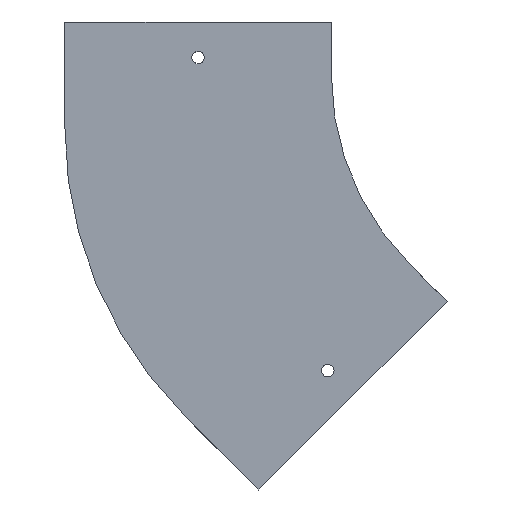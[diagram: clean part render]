
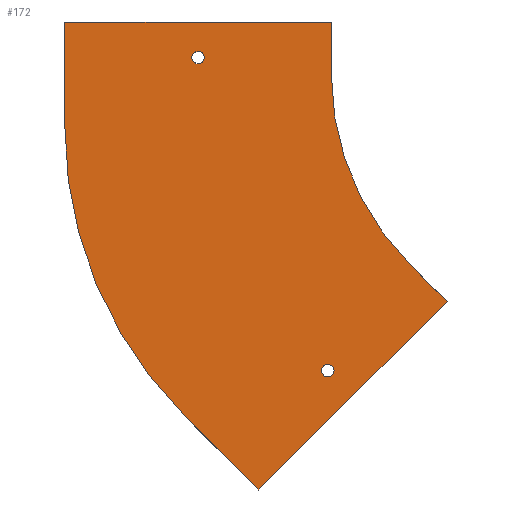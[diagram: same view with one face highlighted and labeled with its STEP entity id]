
A CAD part, front view. The second image highlights one B-rep face of the part: STEP entity #172.
In plain terms, the highlighted planar face has unit normal (0, -1, 0).
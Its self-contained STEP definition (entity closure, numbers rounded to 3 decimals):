
#21 = DIRECTION ( 'NONE',  ( 0., 0., 1. ) ) ;
#23 = PLANE ( 'NONE',  #780 ) ;
#24 = CARTESIAN_POINT ( 'NONE',  ( 155., 0., -58.995 ) ) ;
#30 = DIRECTION ( 'NONE',  ( 0., 1., 0. ) ) ;
#93 = VERTEX_POINT ( 'NONE', #523 ) ;
#94 = VERTEX_POINT ( 'NONE', #519 ) ;
#100 = VERTEX_POINT ( 'NONE', #510 ) ;
#101 = VERTEX_POINT ( 'NONE', #509 ) ;
#111 = VERTEX_POINT ( 'NONE', #953 ) ;
#129 = VERTEX_POINT ( 'NONE', #935 ) ;
#132 = VERTEX_POINT ( 'NONE', #932 ) ;
#141 = VERTEX_POINT ( 'NONE', #923 ) ;
#151 = ORIENTED_EDGE ( 'NONE', *, *, #1213, .F. ) ;
#152 = ORIENTED_EDGE ( 'NONE', *, *, #1214, .F. ) ;
#172 = ADVANCED_FACE ( 'NONE', ( #703, #706, #693 ), #23, .F. ) ;
#225 = DIRECTION ( 'NONE',  ( 1., 0., 0. ) ) ;
#226 = CARTESIAN_POINT ( 'NONE',  ( -75., 0., 0. ) ) ;
#266 = CARTESIAN_POINT ( 'NONE',  ( 75., 0., 0. ) ) ;
#267 = DIRECTION ( 'NONE',  ( 0., 0., -1. ) ) ;
#280 = CARTESIAN_POINT ( 'NONE',  ( 225., 0., -30. ) ) ;
#281 = DIRECTION ( 'NONE',  ( 0., -1., 0. ) ) ;
#282 = DIRECTION ( 'NONE',  ( 0., 0., -1. ) ) ;
#298 = CARTESIAN_POINT ( 'NONE',  ( 140.147, 0., -157.279 ) ) ;
#299 = DIRECTION ( 'NONE',  ( 0.707, 0., -0.707 ) ) ;
#310 = CARTESIAN_POINT ( 'NONE',  ( 34.081, 0., -263.345 ) ) ;
#311 = DIRECTION ( 'NONE',  ( -0.707, 0., -0.707 ) ) ;
#320 = CARTESIAN_POINT ( 'NONE',  ( -7.635, 0., -221.63 ) ) ;
#321 = DIRECTION ( 'NONE',  ( -0.707, 0., 0.707 ) ) ;
#342 = ORIENTED_EDGE ( 'NONE', *, *, #1262, .F. ) ;
#343 = ORIENTED_EDGE ( 'NONE', *, *, #1254, .F. ) ;
#344 = ORIENTED_EDGE ( 'NONE', *, *, #1248, .F. ) ;
#345 = ORIENTED_EDGE ( 'NONE', *, *, #1241, .F. ) ;
#346 = ORIENTED_EDGE ( 'NONE', *, *, #1238, .F. ) ;
#347 = ORIENTED_EDGE ( 'NONE', *, *, #852, .F. ) ;
#348 = ORIENTED_EDGE ( 'NONE', *, *, #848, .F. ) ;
#349 = ORIENTED_EDGE ( 'NONE', *, *, #964, .F. ) ;
#429 = DIRECTION ( 'NONE',  ( 0., 0., 1. ) ) ;
#430 = DIRECTION ( 'NONE',  ( 0., -1., 0. ) ) ;
#431 = CARTESIAN_POINT ( 'NONE',  ( 0., 0., -20. ) ) ;
#433 = DIRECTION ( 'NONE',  ( 0., 0., 1. ) ) ;
#434 = DIRECTION ( 'NONE',  ( 0., -1., 0. ) ) ;
#435 = CARTESIAN_POINT ( 'NONE',  ( 72.972, 0., -196.17 ) ) ;
#509 = CARTESIAN_POINT ( 'NONE',  ( 75., 0., 0. ) ) ;
#510 = CARTESIAN_POINT ( 'NONE',  ( -75., 0., 0. ) ) ;
#519 = CARTESIAN_POINT ( 'NONE',  ( -75., 0., -58.995 ) ) ;
#523 = CARTESIAN_POINT ( 'NONE',  ( 75., 0., -30. ) ) ;
#533 = EDGE_LOOP ( 'NONE', ( #342, #343, #344, #345, #346, #347, #348, #349 ) ) ;
#535 = EDGE_LOOP ( 'NONE', ( #151 ) ) ;
#538 = EDGE_LOOP ( 'NONE', ( #152 ) ) ;
#607 = CARTESIAN_POINT ( 'NONE',  ( -75., 0., 0. ) ) ;
#616 = DIRECTION ( 'NONE',  ( 0., 0., 1. ) ) ;
#693 = FACE_OUTER_BOUND ( 'NONE', #533, .T. ) ;
#703 = FACE_BOUND ( 'NONE', #535, .T. ) ;
#706 = FACE_BOUND ( 'NONE', #538, .T. ) ;
#752 = CARTESIAN_POINT ( 'NONE',  ( 72.972, 0., -192.67 ) ) ;
#753 = CARTESIAN_POINT ( 'NONE',  ( 0., 0., -16.5 ) ) ;
#780 = AXIS2_PLACEMENT_3D ( 'NONE', #24, #30, #21 ) ;
#800 = AXIS2_PLACEMENT_3D ( 'NONE', #1048, #1046, #1045 ) ;
#806 = AXIS2_PLACEMENT_3D ( 'NONE', #435, #434, #433 ) ;
#807 = AXIS2_PLACEMENT_3D ( 'NONE', #431, #430, #429 ) ;
#817 = AXIS2_PLACEMENT_3D ( 'NONE', #280, #281, #282 ) ;
#848 = EDGE_CURVE ( 'NONE', #94, #100, #968, .T. ) ;
#852 = EDGE_CURVE ( 'NONE', #100, #101, #978, .T. ) ;
#923 = CARTESIAN_POINT ( 'NONE',  ( 118.934, 0., -136.066 ) ) ;
#932 = CARTESIAN_POINT ( 'NONE',  ( 140.147, 0., -157.279 ) ) ;
#935 = CARTESIAN_POINT ( 'NONE',  ( 34.081, 0., -263.345 ) ) ;
#953 = CARTESIAN_POINT ( 'NONE',  ( -7.635, 0., -221.63 ) ) ;
#964 = EDGE_CURVE ( 'NONE', #111, #94, #1033, .T. ) ;
#968 = LINE ( 'NONE', #607, #973 ) ;
#973 = VECTOR ( 'NONE', #616, 1000. ) ;
#978 = LINE ( 'NONE', #226, #981 ) ;
#981 = VECTOR ( 'NONE', #225, 1000. ) ;
#1033 = CIRCLE ( 'NONE', #800, 230. ) ;
#1045 = DIRECTION ( 'NONE',  ( 0., 0., 1. ) ) ;
#1046 = DIRECTION ( 'NONE',  ( 0., 1., 0. ) ) ;
#1048 = CARTESIAN_POINT ( 'NONE',  ( 155., 0., -58.995 ) ) ;
#1076 = CIRCLE ( 'NONE', #806, 3.5 ) ;
#1079 = CIRCLE ( 'NONE', #807, 3.5 ) ;
#1115 = LINE ( 'NONE', #266, #1117 ) ;
#1117 = VECTOR ( 'NONE', #267, 1000. ) ;
#1118 = CIRCLE ( 'NONE', #817, 150. ) ;
#1130 = LINE ( 'NONE', #298, #1133 ) ;
#1133 = VECTOR ( 'NONE', #299, 1000. ) ;
#1142 = LINE ( 'NONE', #310, #1145 ) ;
#1145 = VECTOR ( 'NONE', #311, 1000. ) ;
#1156 = LINE ( 'NONE', #320, #1158 ) ;
#1158 = VECTOR ( 'NONE', #321, 1000. ) ;
#1173 = VERTEX_POINT ( 'NONE', #752 ) ;
#1174 = VERTEX_POINT ( 'NONE', #753 ) ;
#1213 = EDGE_CURVE ( 'NONE', #1173, #1173, #1076, .T. ) ;
#1214 = EDGE_CURVE ( 'NONE', #1174, #1174, #1079, .T. ) ;
#1238 = EDGE_CURVE ( 'NONE', #101, #93, #1115, .T. ) ;
#1241 = EDGE_CURVE ( 'NONE', #93, #141, #1118, .T. ) ;
#1248 = EDGE_CURVE ( 'NONE', #141, #132, #1130, .T. ) ;
#1254 = EDGE_CURVE ( 'NONE', #132, #129, #1142, .T. ) ;
#1262 = EDGE_CURVE ( 'NONE', #129, #111, #1156, .T. ) ;
